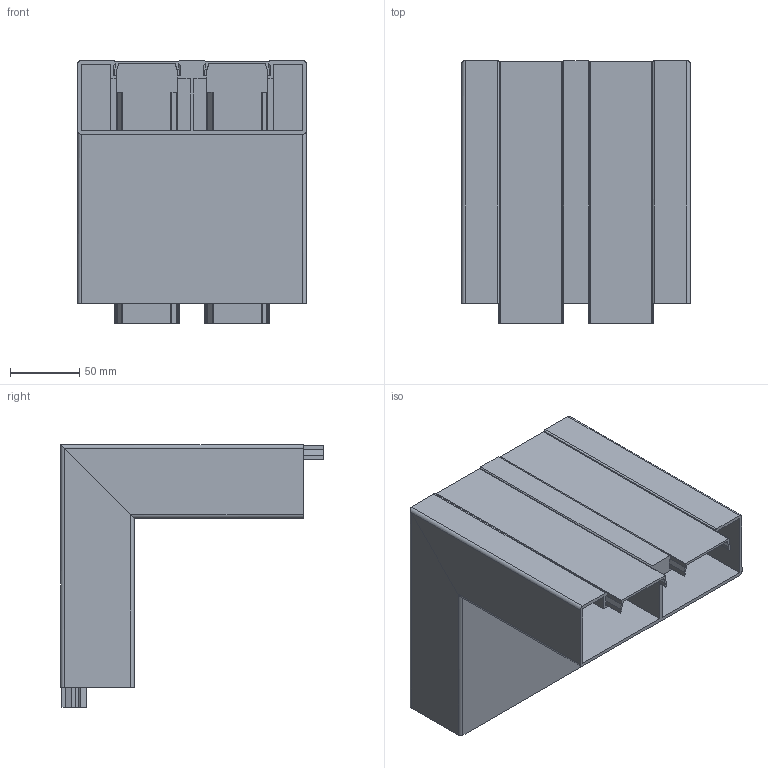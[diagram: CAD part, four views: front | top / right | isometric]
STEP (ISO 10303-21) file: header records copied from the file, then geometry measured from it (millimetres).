
FILE_DESCRIPTION (( 'STEP AP214' ), '1' );
FILE_NAME ('6113410.stp', '2016-05-24T08:56:24', ( '' ), ( '' ), 'SwSTEP 2.0', 'SolidWorks 2014', '' );
FILE_SCHEMA (( 'AUTOMOTIVE_DESIGN' ));
Length unit declared in the file: millimetre
Products named in the file (3): 6113410; 091722_Doppelkanal 53165; 091544_Standard
Assembly tree (4 placements, depth 2):
  6113410
    091722_Doppelkanal 53165  x2
    091544_Standard  x2
Bounding box: 165 x 189.5 x 189.5 mm (x, y, z)
Volume: 433311.7 mm3; surface area: 362638.7 mm2
Topology: 6 solids, 6 shells, 372 faces, 1010 edges, 654 vertices
Faces by surface type: plane 296, cylinder 76
Entity records: 5873 total; most frequent: CARTESIAN_POINT 1121, ORIENTED_EDGE 1010, DIRECTION 900, EDGE_CURVE 505, VECTOR 432, LINE 432, VERTEX_POINT 327, AXIS2_PLACEMENT_3D 234
